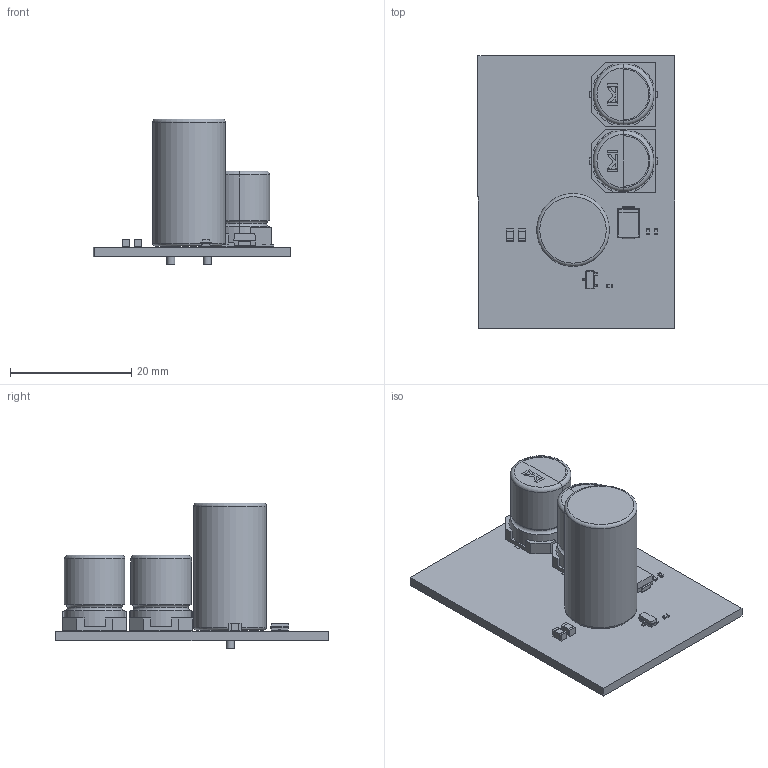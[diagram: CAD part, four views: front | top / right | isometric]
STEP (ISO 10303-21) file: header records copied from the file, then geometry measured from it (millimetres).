
FILE_DESCRIPTION(('KiCad electronic assembly'),'2;1');
FILE_NAME('MaxTENS.step','2023-09-02T14:44:18',('Pcbnew'),('Kicad'), 'Open CASCADE STEP processor 7.6','KiCad to STEP converter','Unknown' );
FILE_SCHEMA(('AUTOMOTIVE_DESIGN { 1 0 10303 214 1 1 1 1 }'));
Length unit declared in the file: millimetre
Products named in the file (14): MaxTENS 1; C_0805_2012Metric; SOLID; R_0402_1005Metric; D_SMB; L_Radial_D12.0mm_P6.00mm_Murata_1900R; A768MS566M1KLAE034; COMPOUND; SOT-23; MaxTENS PCB
Assembly tree (17 placements, depth 3):
  MaxTENS 1
    C_0805_2012Metric  x2
      SOLID
    R_0402_1005Metric  x3
      SOLID
    D_SMB
      SOLID
    L_Radial_D12.0mm_P6.00mm_Murata_1900R
      SOLID
    A768MS566M1KLAE034  x2
      COMPOUND
    SOT-23
      SOLID
    MaxTENS PCB
Bounding box: 32.6 x 45 x 24.1 mm (x, y, z)
Volume: 6786.2 mm3; surface area: 6095.5 mm2
Topology: 19 solids, 19 shells, 421 faces, 1034 edges, 660 vertices
Faces by surface type: plane 279, cylinder 91, bspline 37, torus 14
Full cylindrical faces by diameter (mm): 1.3 x2, 1.6 x2, 12 x1
Entity records: 18186 total; most frequent: CARTESIAN_POINT 3212, DIRECTION 2365, LINE 1585, VECTOR 1585, ORIENTED_EDGE 1286, PCURVE 1286, DEFINITIONAL_REPRESENTATION 1286, EDGE_CURVE 643
